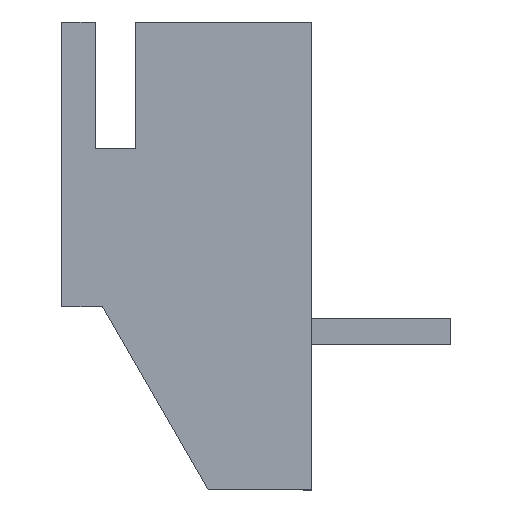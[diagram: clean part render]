
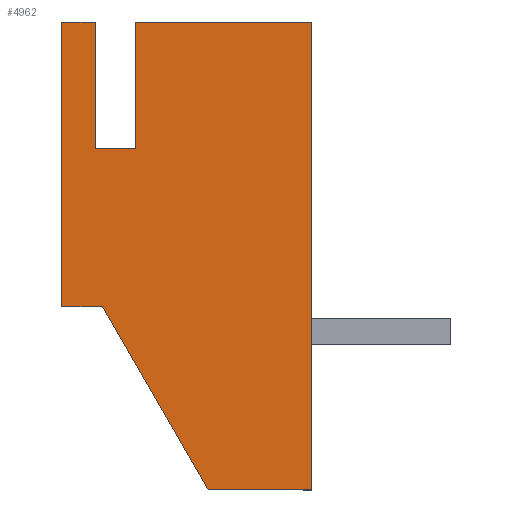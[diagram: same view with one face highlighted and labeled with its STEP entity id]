
A CAD part, left-side view. The second image highlights one B-rep face of the part: STEP entity #4962.
In plain terms, the highlighted planar face has unit normal (-1, 0, 0).
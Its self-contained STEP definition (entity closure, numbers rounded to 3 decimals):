
#1154 = CARTESIAN_POINT ( 'NONE',  ( -13.7, 6.15, -1.25 ) ) ;
#1165 = DIRECTION ( 'NONE',  ( 0., -1., 0. ) ) ;
#1166 = VECTOR ( 'NONE', #1165, 1000. ) ;
#1167 = CARTESIAN_POINT ( 'NONE',  ( -13.7, 6.15, -1.25 ) ) ;
#1168 = LINE ( 'NONE', #1167, #1166 ) ;
#1244 = CARTESIAN_POINT ( 'NONE',  ( -13.7, 5.15, -1.25 ) ) ;
#1460 = DIRECTION ( 'NONE',  ( 0., 1., 0. ) ) ;
#1461 = VECTOR ( 'NONE', #1460, 1000. ) ;
#1462 = CARTESIAN_POINT ( 'NONE',  ( -13.7, 6.15, 5.75 ) ) ;
#1463 = LINE ( 'NONE', #1462, #1461 ) ;
#1470 = CARTESIAN_POINT ( 'NONE',  ( -13.7, 0., -5.75 ) ) ;
#1509 = DIRECTION ( 'NONE',  ( 0., 0., 1. ) ) ;
#1510 = VECTOR ( 'NONE', #1509, 1000. ) ;
#1511 = CARTESIAN_POINT ( 'NONE',  ( -13.7, 0., 5.75 ) ) ;
#1512 = LINE ( 'NONE', #1511, #1510 ) ;
#1551 = CARTESIAN_POINT ( 'NONE',  ( -13.7, 6.15, 5.75 ) ) ;
#1562 = CARTESIAN_POINT ( 'NONE',  ( -13.7, 5.325, 5.75 ) ) ;
#1634 = CARTESIAN_POINT ( 'NONE',  ( -13.7, 2.552, -5.75 ) ) ;
#1635 = DIRECTION ( 'NONE',  ( 0., -0.5, -0.866 ) ) ;
#1636 = VECTOR ( 'NONE', #1635, 1000. ) ;
#1637 = CARTESIAN_POINT ( 'NONE',  ( -13.7, 2.552, -5.75 ) ) ;
#1638 = LINE ( 'NONE', #1637, #1636 ) ;
#1673 = DIRECTION ( 'NONE',  ( 0., 1., 0. ) ) ;
#1674 = DIRECTION ( 'NONE',  ( 1., 0., 0. ) ) ;
#1675 = CARTESIAN_POINT ( 'NONE',  ( -13.7, 6.15, 5.75 ) ) ;
#1676 = AXIS2_PLACEMENT_3D ( 'NONE', #1675, #1674, #1673 ) ;
#1677 = PLANE ( 'NONE',  #1676 ) ;
#1678 = FACE_OUTER_BOUND ( 'NONE', #4896, .T. ) ;
#3462 = LINE ( 'NONE', #3524, #3523 ) ;
#3522 = DIRECTION ( 'NONE',  ( 0., 1., 0. ) ) ;
#3523 = VECTOR ( 'NONE', #3522, 1000. ) ;
#3524 = CARTESIAN_POINT ( 'NONE',  ( -13.7, 5.325, 2.65 ) ) ;
#3525 = DIRECTION ( 'NONE',  ( 0., 0., -1. ) ) ;
#3526 = VECTOR ( 'NONE', #3525, 1000. ) ;
#3527 = CARTESIAN_POINT ( 'NONE',  ( -13.7, 6.15, -1.25 ) ) ;
#3528 = LINE ( 'NONE', #3527, #3526 ) ;
#3534 = CARTESIAN_POINT ( 'NONE',  ( -13.7, 0., 5.75 ) ) ;
#3535 = DIRECTION ( 'NONE',  ( 0., 1., 0. ) ) ;
#3536 = VECTOR ( 'NONE', #3535, 1000. ) ;
#3537 = CARTESIAN_POINT ( 'NONE',  ( -13.7, 4.325, 5.75 ) ) ;
#3538 = LINE ( 'NONE', #3537, #3536 ) ;
#3539 = CARTESIAN_POINT ( 'NONE',  ( -13.7, 4.325, 5.75 ) ) ;
#3549 = CARTESIAN_POINT ( 'NONE',  ( -13.7, 4.325, 2.65 ) ) ;
#3611 = DIRECTION ( 'NONE',  ( 0., 0., -1. ) ) ;
#3612 = VECTOR ( 'NONE', #3611, 1000. ) ;
#3613 = CARTESIAN_POINT ( 'NONE',  ( -13.7, 4.325, 2.65 ) ) ;
#3614 = LINE ( 'NONE', #3613, #3612 ) ;
#3619 = DIRECTION ( 'NONE',  ( 0., 0., 1. ) ) ;
#3620 = VECTOR ( 'NONE', #3619, 1000. ) ;
#3621 = CARTESIAN_POINT ( 'NONE',  ( -13.7, 5.325, 5.75 ) ) ;
#3622 = LINE ( 'NONE', #3621, #3620 ) ;
#3643 = DIRECTION ( 'NONE',  ( 0., -1., 0. ) ) ;
#3644 = VECTOR ( 'NONE', #3643, 1000. ) ;
#3645 = CARTESIAN_POINT ( 'NONE',  ( -13.7, 0., -5.75 ) ) ;
#3646 = LINE ( 'NONE', #3645, #3644 ) ;
#4306 = CARTESIAN_POINT ( 'NONE',  ( -13.7, 5.325, 2.65 ) ) ;
#4666 = EDGE_CURVE ( 'NONE', #4672, #4743, #1168, .T. ) ;
#4672 = VERTEX_POINT ( 'NONE', #1154 ) ;
#4743 = VERTEX_POINT ( 'NONE', #1244 ) ;
#4848 = EDGE_CURVE ( 'NONE', #4904, #4911, #1463, .T. ) ;
#4882 = VERTEX_POINT ( 'NONE', #1470 ) ;
#4895 = EDGE_CURVE ( 'NONE', #4882, #5647, #1512, .T. ) ;
#4896 = EDGE_LOOP ( 'NONE', ( #4963, #4953, #4954, #4956, #4955, #4947, #4948, #4949, #4950, #5752 ) ) ;
#4904 = VERTEX_POINT ( 'NONE', #1562 ) ;
#4911 = VERTEX_POINT ( 'NONE', #1551 ) ;
#4947 = ORIENTED_EDGE ( 'NONE', *, *, #4848, .T. ) ;
#4948 = ORIENTED_EDGE ( 'NONE', *, *, #5654, .T. ) ;
#4949 = ORIENTED_EDGE ( 'NONE', *, *, #4666, .T. ) ;
#4950 = ORIENTED_EDGE ( 'NONE', *, *, #4951, .T. ) ;
#4951 = EDGE_CURVE ( 'NONE', #4743, #4952, #1638, .T. ) ;
#4952 = VERTEX_POINT ( 'NONE', #1634 ) ;
#4953 = ORIENTED_EDGE ( 'NONE', *, *, #5646, .T. ) ;
#4954 = ORIENTED_EDGE ( 'NONE', *, *, #5689, .T. ) ;
#4955 = ORIENTED_EDGE ( 'NONE', *, *, #5682, .T. ) ;
#4956 = ORIENTED_EDGE ( 'NONE', *, *, #5615, .T. ) ;
#4962 = ADVANCED_FACE ( 'NONE', ( #1678 ), #1677, .F. ) ;
#4963 = ORIENTED_EDGE ( 'NONE', *, *, #4895, .T. ) ;
#5615 = EDGE_CURVE ( 'NONE', #5638, #6327, #3462, .T. ) ;
#5638 = VERTEX_POINT ( 'NONE', #3549 ) ;
#5644 = VERTEX_POINT ( 'NONE', #3539 ) ;
#5646 = EDGE_CURVE ( 'NONE', #5647, #5644, #3538, .T. ) ;
#5647 = VERTEX_POINT ( 'NONE', #3534 ) ;
#5654 = EDGE_CURVE ( 'NONE', #4911, #4672, #3528, .T. ) ;
#5682 = EDGE_CURVE ( 'NONE', #6327, #4904, #3622, .T. ) ;
#5689 = EDGE_CURVE ( 'NONE', #5644, #5638, #3614, .T. ) ;
#5707 = EDGE_CURVE ( 'NONE', #4952, #4882, #3646, .T. ) ;
#5752 = ORIENTED_EDGE ( 'NONE', *, *, #5707, .T. ) ;
#6327 = VERTEX_POINT ( 'NONE', #4306 ) ;
